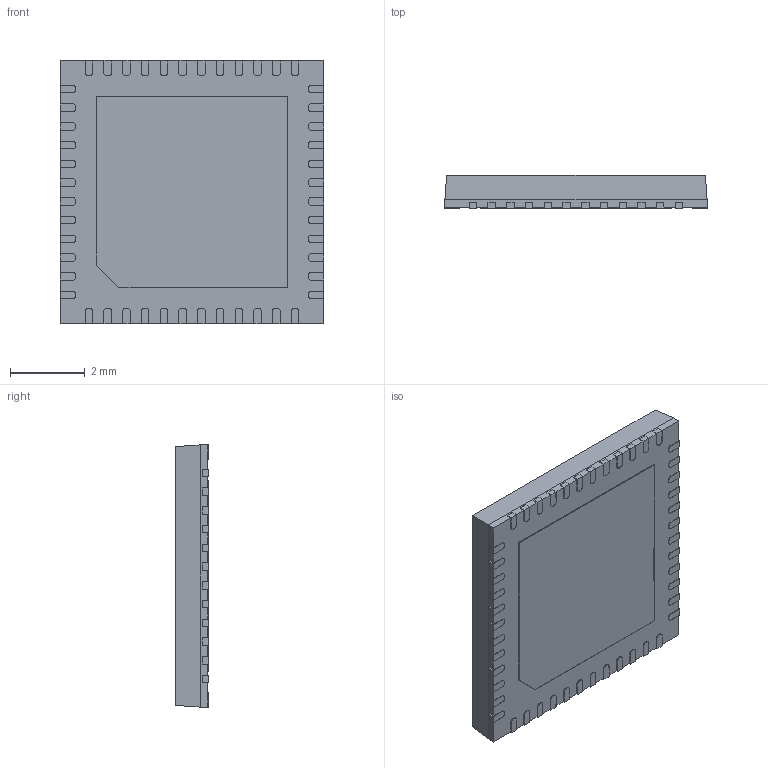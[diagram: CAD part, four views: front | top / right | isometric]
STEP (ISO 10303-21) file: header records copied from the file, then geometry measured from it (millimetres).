
FILE_DESCRIPTION (( 'STEP AP214' ), '1' );
FILE_NAME ('AK5572EN.STEP', '2023-05-03T08:54:29', ( '' ), ( '' ), 'SwSTEP 2.0', 'SolidWorks 2021', '' );
FILE_SCHEMA (( 'AUTOMOTIVE_DESIGN' ));
Length unit declared in the file: millimetre
Products named in the file (1): AK5572EN
Bounding box: 7.04 x 0.87 x 7.04 mm (x, y, z)
Volume: 41.9 mm3; surface area: 122.7 mm2
Topology: 1 solids, 1 shells, 331 faces, 977 edges, 650 vertices
Faces by surface type: plane 269, cylinder 62
Entity records: 14598 total; most frequent: CARTESIAN_POINT 1959, ORIENTED_EDGE 1954, DIRECTION 1765, EDGE_CURVE 977, VECTOR 853, LINE 853, VERTEX_POINT 650, AXIS2_PLACEMENT_3D 456
